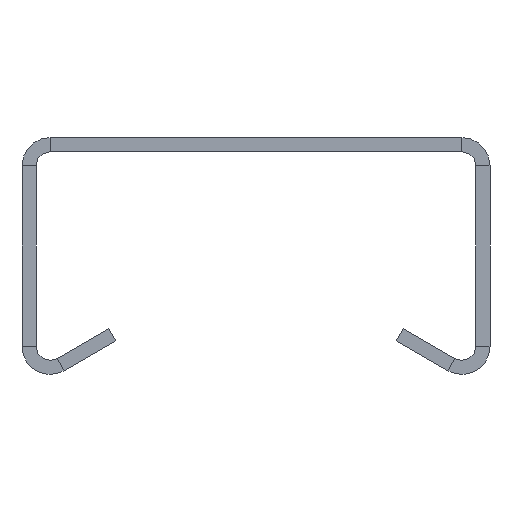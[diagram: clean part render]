
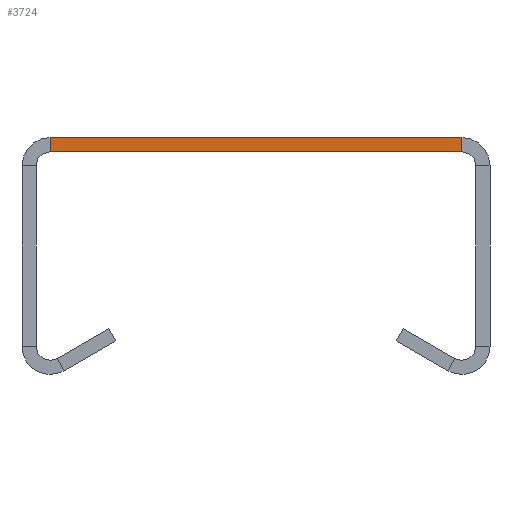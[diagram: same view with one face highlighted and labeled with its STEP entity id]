
A CAD part, front view. The second image highlights one B-rep face of the part: STEP entity #3724.
In plain terms, the highlighted planar face has unit normal (0, -1, 0).
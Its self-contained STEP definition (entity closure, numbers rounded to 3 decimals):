
#833=DIRECTION('',(0.,0.,-1.));
#834=VECTOR('',#833,1.2);
#835=CARTESIAN_POINT('',(17.6,-1000.,0.));
#836=LINE('',#835,#834);
#837=DIRECTION('',(1.,0.,0.));
#838=VECTOR('',#837,35.2);
#839=CARTESIAN_POINT('',(-17.6,-1000.,-1.2));
#840=LINE('',#839,#838);
#841=DIRECTION('',(1.,0.,0.));
#842=VECTOR('',#841,35.2);
#843=CARTESIAN_POINT('',(-17.6,-1000.,0.));
#844=LINE('',#843,#842);
#1633=DIRECTION('',(0.,0.,-1.));
#1634=VECTOR('',#1633,1.2);
#1635=CARTESIAN_POINT('',(-17.6,-1000.,0.));
#1636=LINE('',#1635,#1634);
#2426=CARTESIAN_POINT('',(17.6,-1000.,0.));
#2428=VERTEX_POINT('',#2426);
#2438=CARTESIAN_POINT('',(-17.6,-1000.,0.));
#2440=VERTEX_POINT('',#2438);
#2458=CARTESIAN_POINT('',(17.6,-1000.,-1.2));
#2460=VERTEX_POINT('',#2458);
#2470=CARTESIAN_POINT('',(-17.6,-1000.,-1.2));
#2472=VERTEX_POINT('',#2470);
#3710=CARTESIAN_POINT('',(0.,-1000.,-0.6));
#3711=DIRECTION('',(0.,-1.,0.));
#3712=DIRECTION('',(1.,0.,0.));
#3713=AXIS2_PLACEMENT_3D('',#3710,#3711,#3712);
#3714=PLANE('',#3713);
#3716=ORIENTED_EDGE('',*,*,#3715,.T.);
#3718=ORIENTED_EDGE('',*,*,#3717,.F.);
#3720=ORIENTED_EDGE('',*,*,#3719,.F.);
#3721=ORIENTED_EDGE('',*,*,#3301,.T.);
#3722=EDGE_LOOP('',(#3716,#3718,#3720,#3721));
#3723=FACE_OUTER_BOUND('',#3722,.F.);
#3724=ADVANCED_FACE('',(#3723),#3714,.T.);
#3301=EDGE_CURVE('',#2440,#2428,#844,.T.);
#3715=EDGE_CURVE('',#2428,#2460,#836,.T.);
#3717=EDGE_CURVE('',#2472,#2460,#840,.T.);
#3719=EDGE_CURVE('',#2440,#2472,#1636,.T.);
